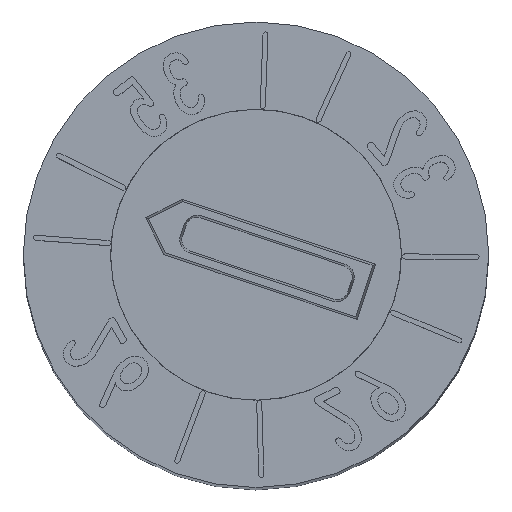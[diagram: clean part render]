
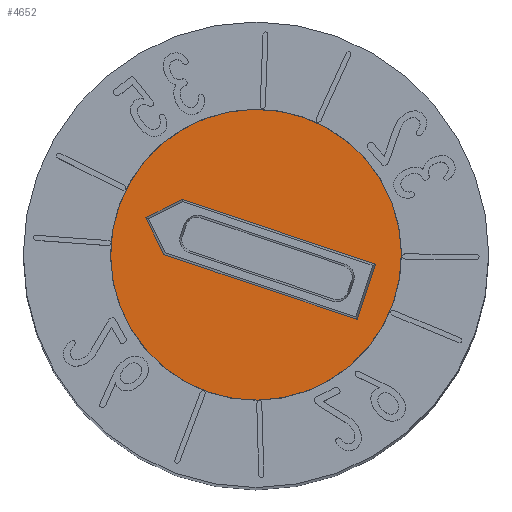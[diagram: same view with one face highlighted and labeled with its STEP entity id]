
A CAD part, top view. The second image highlights one B-rep face of the part: STEP entity #4652.
In plain terms, the highlighted planar face has unit normal (0, 0, 1).
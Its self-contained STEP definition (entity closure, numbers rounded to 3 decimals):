
#69=CIRCLE('',#4836,1.25);
#100=FACE_BOUND('',#1098,.T.);
#818=FACE_OUTER_BOUND('',#1097,.T.);
#1097=EDGE_LOOP('',(#4282));
#1098=EDGE_LOOP('',(#4283,#4284,#4285,#4286,#4287));
#1435=LINE('',#8866,#1779);
#1439=LINE('',#8873,#1783);
#1442=LINE('',#8879,#1786);
#1445=LINE('',#8885,#1789);
#1447=LINE('',#8888,#1791);
#1779=VECTOR('',#5410,10.);
#1783=VECTOR('',#5416,10.);
#1786=VECTOR('',#5421,10.);
#1789=VECTOR('',#5426,10.);
#1791=VECTOR('',#5430,10.);
#2238=VERTEX_POINT('',#8863);
#2239=VERTEX_POINT('',#8865);
#2241=VERTEX_POINT('',#8871);
#2243=VERTEX_POINT('',#8877);
#2245=VERTEX_POINT('',#8883);
#2246=VERTEX_POINT('',#8891);
#2917=EDGE_CURVE('',#2239,#2238,#1435,.T.);
#2921=EDGE_CURVE('',#2238,#2241,#1439,.T.);
#2924=EDGE_CURVE('',#2241,#2243,#1442,.T.);
#2927=EDGE_CURVE('',#2243,#2245,#1445,.T.);
#2929=EDGE_CURVE('',#2245,#2239,#1447,.T.);
#2930=EDGE_CURVE('',#2246,#2246,#69,.T.);
#4282=ORIENTED_EDGE('',*,*,#2930,.F.);
#4283=ORIENTED_EDGE('',*,*,#2917,.T.);
#4284=ORIENTED_EDGE('',*,*,#2921,.T.);
#4285=ORIENTED_EDGE('',*,*,#2924,.T.);
#4286=ORIENTED_EDGE('',*,*,#2927,.T.);
#4287=ORIENTED_EDGE('',*,*,#2929,.T.);
#4400=PLANE('',#4835);
#4652=ADVANCED_FACE('',(#818,#100),#4400,.F.);
#4835=AXIS2_PLACEMENT_3D('',#8890,#5433,#5434);
#4836=AXIS2_PLACEMENT_3D('',#8892,#5435,#5436);
#5410=DIRECTION('',(-0.707,-0.707,0.));
#5416=DIRECTION('',(-0.707,0.707,0.));
#5421=DIRECTION('',(0.,1.,0.));
#5426=DIRECTION('',(1.,0.,0.));
#5430=DIRECTION('',(0.,-1.,0.));
#5433=DIRECTION('center_axis',(0.,0.,-1.));
#5434=DIRECTION('ref_axis',(-1.,0.,0.));
#5435=DIRECTION('center_axis',(0.,0.,-1.));
#5436=DIRECTION('ref_axis',(-1.,0.,0.));
#8863=CARTESIAN_POINT('',(0.,-1.,2.3));
#8865=CARTESIAN_POINT('',(0.25,-0.75,2.3));
#8866=CARTESIAN_POINT('',(0.375,-0.625,2.3));
#8871=CARTESIAN_POINT('',(-0.25,-0.75,2.3));
#8873=CARTESIAN_POINT('',(-0.25,-0.75,2.3));
#8877=CARTESIAN_POINT('',(-0.25,1.,2.3));
#8879=CARTESIAN_POINT('',(-0.25,-0.375,2.3));
#8883=CARTESIAN_POINT('',(0.25,1.,2.3));
#8885=CARTESIAN_POINT('',(-0.125,1.,2.3));
#8888=CARTESIAN_POINT('',(0.25,0.5,2.3));
#8890=CARTESIAN_POINT('Origin',(0.,0.,2.3));
#8891=CARTESIAN_POINT('',(1.25,0.,2.3));
#8892=CARTESIAN_POINT('Origin',(0.,0.,2.3));
